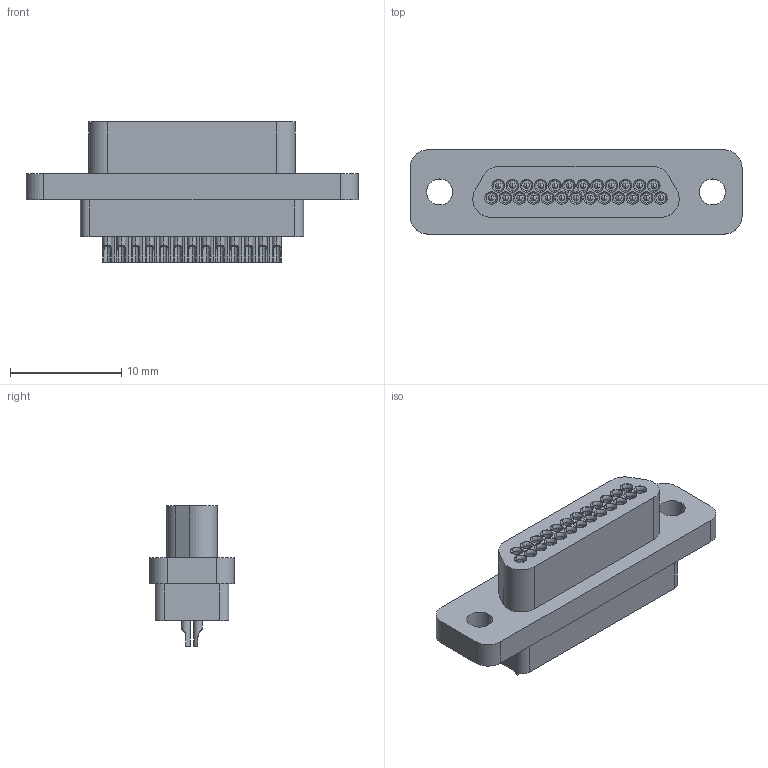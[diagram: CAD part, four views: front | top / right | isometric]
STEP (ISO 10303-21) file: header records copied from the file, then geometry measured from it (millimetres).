
FILE_DESCRIPTION((''),'2;1');
FILE_NAME('C-1532212-1','2015-02-06T',('workeradm'),('Tyco Electronics Ltd.'),'PRO/ENGINEER BY PARAMETRIC TECHNOLOGY CORPORATION, 2014090','PRO/ENGINEER BY PARAMETRIC TECHNOLOGY CORPORATION, 2014090','');
FILE_SCHEMA(('AUTOMOTIVE_DESIGN { 1 0 10303 214 1 1 1 1 }'));
Length unit declared in the file: millimetre
Products named in the file (1): C-1532212-1
Bounding box: 29.84 x 7.57 x 12.61 mm (x, y, z)
Volume: 1310 mm3; surface area: 1265.5 mm2
Topology: 1 solids, 1 shells, 532 faces, 1284 edges, 781 vertices
Faces by surface type: cylinder 291, plane 141, torus 50, sphere 50
Entity records: 16337 total; most frequent: CARTESIAN_POINT 3652, DIRECTION 2830, ORIENTED_EDGE 2468, EDGE_CURVE 1234, AXIS2_PLACEMENT_3D 1164, VERTEX_POINT 781, CIRCLE 632, EDGE_LOOP 613
